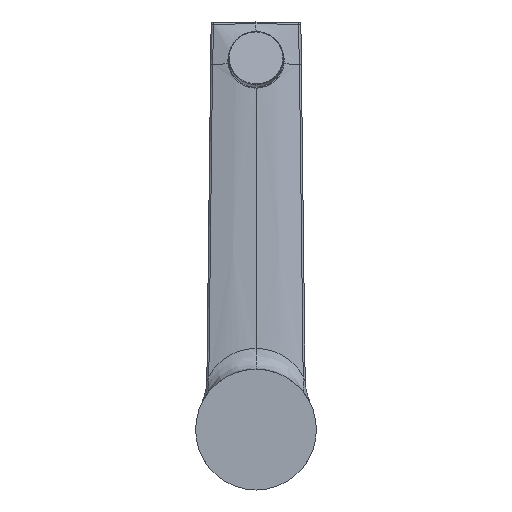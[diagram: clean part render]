
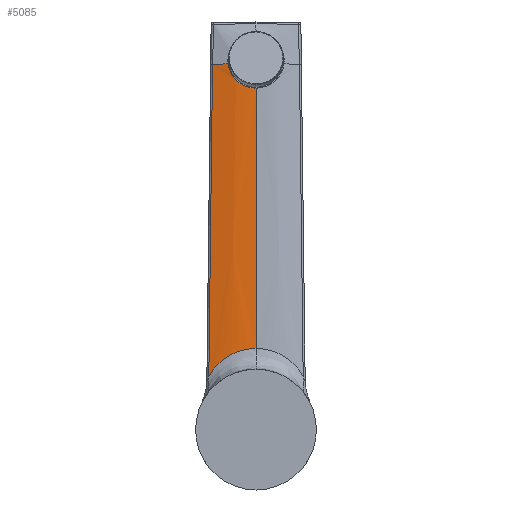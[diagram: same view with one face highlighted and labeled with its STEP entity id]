
A CAD part, front view. The second image highlights one B-rep face of the part: STEP entity #5085.
In plain terms, the highlighted free-form (B-spline) face has degree [5, 2] with [9, 3] control points.
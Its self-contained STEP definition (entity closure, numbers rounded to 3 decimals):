
#167 = CARTESIAN_POINT ( 'NONE',  ( 0., 167.207, 32.699 ) ) ;
#194 = CARTESIAN_POINT ( 'NONE',  ( -9.03, 171.502, 112.769 ) ) ;
#369 = CARTESIAN_POINT ( 'NONE',  ( 0., 167.13, 31.25 ) ) ;
#394 = CARTESIAN_POINT ( 'NONE',  ( -3.207, 172.555, 131.91 ) ) ;
#396 = CARTESIAN_POINT ( 'NONE',  ( -9.856, 167.625, 29.064 ) ) ;
#418 = CARTESIAN_POINT ( 'NONE',  ( -9.875, 173.568, 137.683 ) ) ;
#601 = B_SPLINE_CURVE_WITH_KNOTS ( 'NONE', 3,
 ( #3373, #6424, #2898, #7104, #3488, #7699 ),
 .UNSPECIFIED., .F., .F.,
 ( 4, 1, 1, 4 ),
 ( 0., 0.5, 0.75, 1. ),
 .UNSPECIFIED. ) ;
#773 = ORIENTED_EDGE ( 'NONE', *, *, #2847, .F. ) ;
#777 = CARTESIAN_POINT ( 'NONE',  ( -18.764, 169.705, 32.612 ) ) ;
#803 = CARTESIAN_POINT ( 'NONE',  ( 0., 172.207, 126.856 ) ) ;
#993 = CARTESIAN_POINT ( 'NONE',  ( -13.152, 174.336, 140.759 ) ) ;
#997 = CARTESIAN_POINT ( 'NONE',  ( -5.011, 172.712, 132.633 ) ) ;
#999 = CARTESIAN_POINT ( 'NONE',  ( -15.339, 168.403, 24.73 ) ) ;
#1020 = CARTESIAN_POINT ( 'NONE',  ( -10.525, 173.777, 139.534 ) ) ;
#1128 = B_SPLINE_CURVE_WITH_KNOTS ( 'NONE', 5,
 ( #369, #6989, #7589, #3980, #396, #4579, #999, #5191, #1604 ),
 .UNSPECIFIED., .F., .F.,
 ( 6, 3, 6 ),
 ( 0., 0.455, 1. ),
 .UNSPECIFIED. ) ;
#1390 = CARTESIAN_POINT ( 'NONE',  ( -9.432, 167.874, 45.271 ) ) ;
#1419 = CARTESIAN_POINT ( 'NONE',  ( -17.633, 174.693, 126.52 ) ) ;
#1598 = CARTESIAN_POINT ( 'NONE',  ( -15.542, 174.904, 140.669 ) ) ;
#1601 = CARTESIAN_POINT ( 'NONE',  ( -6.124, 172.849, 133.302 ) ) ;
#1604 = CARTESIAN_POINT ( 'NONE',  ( -18.162, 168.855, 20.313 ) ) ;
#1624 = CARTESIAN_POINT ( 'NONE',  ( -10.748, 173.886, 140.829 ) ) ;
#1984 = CARTESIAN_POINT ( 'NONE',  ( 0., 169.293, 71.982 ) ) ;
#2011 = CARTESIAN_POINT ( 'NONE',  ( -8.867, 172.957, 140.981 ) ) ;
#2172 = CARTESIAN_POINT ( 'NONE',  ( -11.952, 174.096, 140.797 ) ) ;
#2200 = CARTESIAN_POINT ( 'NONE',  ( -6.903, 172.961, 133.877 ) ) ;
#2270 = CARTESIAN_POINT ( 'NONE',  ( 0., 172.451, 131.459 ) ) ;
#2315 = VERTEX_POINT ( 'NONE', #4400 ) ;
#2512 = ORIENTED_EDGE ( 'NONE', *, *, #7024, .T. ) ;
#2561 = CARTESIAN_POINT ( 'NONE',  ( -9.656, 165.868, 7.498 ) ) ;
#2591 = CARTESIAN_POINT ( 'NONE',  ( -18.293, 171.786, 71.792 ) ) ;
#2668 = VERTEX_POINT ( 'NONE', #3599 ) ;
#2689 = B_SPLINE_SURFACE_WITH_KNOTS ( 'NONE', 5, 2, ( 
 ( #3725, #2561, #6756 ),
 ( #3153, #7368, #3752 ),
 ( #167, #4353, #777 ),
 ( #4960, #1390, #5581 ),
 ( #1984, #6185, #2591 ),
 ( #6788, #3179, #7391 ),
 ( #3782, #194, #4388 ),
 ( #803, #4996, #1419 ),
 ( #5609, #2011, #6213 ) ),
 .UNSPECIFIED., .F., .F., .F.,
 ( 6, 3, 6 ),
 ( 3, 3 ),
 ( 7.506, 70.513, 141.044 ),
 ( 0., 18.481 ),
 .UNSPECIFIED. ) ;
#2786 = CARTESIAN_POINT ( 'NONE',  ( 0., 172.451, 131.459 ) ) ;
#2808 = CARTESIAN_POINT ( 'NONE',  ( -7.63, 173.08, 134.523 ) ) ;
#2847 = EDGE_CURVE ( 'NONE', #4709, #4712, #2986, .T. ) ;
#2877 = CARTESIAN_POINT ( 'NONE',  ( 0., 167.13, 31.25 ) ) ;
#2898 = CARTESIAN_POINT ( 'NONE',  ( -17.566, 171.513, 70.438 ) ) ;
#2986 = LINE ( 'NONE', #3080, #7422 ) ;
#3010 = B_SPLINE_CURVE_WITH_KNOTS ( 'NONE', 5,
 ( #6982, #2172, #993, #5184, #1598, #5801 ),
 .UNSPECIFIED., .F., .F.,
 ( 6, 6 ),
 ( 11.307, 17.695 ),
 .UNSPECIFIED. ) ;
#3080 = CARTESIAN_POINT ( 'NONE',  ( 0., 169.791, 81.354 ) ) ;
#3153 = CARTESIAN_POINT ( 'NONE',  ( 0., 166.538, 20.101 ) ) ;
#3179 = CARTESIAN_POINT ( 'NONE',  ( -9.116, 170.71, 98.674 ) ) ;
#3373 = CARTESIAN_POINT ( 'NONE',  ( -18.162, 168.855, 20.313 ) ) ;
#3399 = CARTESIAN_POINT ( 'NONE',  ( -8.292, 173.203, 135.23 ) ) ;
#3433 = EDGE_CURVE ( 'NONE', #2315, #6881, #3010, .T. ) ;
#3488 = CARTESIAN_POINT ( 'NONE',  ( -16.851, 174.702, 130.589 ) ) ;
#3497 = ORIENTED_EDGE ( 'NONE', *, *, #4634, .F. ) ;
#3546 = ORIENTED_EDGE ( 'NONE', *, *, #7121, .F. ) ;
#3599 = CARTESIAN_POINT ( 'NONE',  ( -18.162, 168.855, 20.313 ) ) ;
#3704 = DIRECTION ( 'NONE',  ( 0., -0.053, -0.999 ) ) ;
#3725 = CARTESIAN_POINT ( 'NONE',  ( 0., 165.868, 7.504 ) ) ;
#3752 = CARTESIAN_POINT ( 'NONE',  ( -18.916, 169.038, 20.048 ) ) ;
#3782 = CARTESIAN_POINT ( 'NONE',  ( 0., 171.458, 112.755 ) ) ;
#3977 = CARTESIAN_POINT ( 'NONE',  ( -2.582, 172.517, 131.742 ) ) ;
#3980 = CARTESIAN_POINT ( 'NONE',  ( -5.785, 167.289, 30.564 ) ) ;
#4000 = CARTESIAN_POINT ( 'NONE',  ( -9.259, 173.41, 136.531 ) ) ;
#4012 = EDGE_LOOP ( 'NONE', ( #5467, #3546, #3497, #773, #2512 ) ) ;
#4353 = CARTESIAN_POINT ( 'NONE',  ( -9.507, 167.205, 32.678 ) ) ;
#4388 = CARTESIAN_POINT ( 'NONE',  ( -17.803, 173.946, 112.457 ) ) ;
#4400 = CARTESIAN_POINT ( 'NONE',  ( -10.748, 173.886, 140.829 ) ) ;
#4577 = CARTESIAN_POINT ( 'NONE',  ( -4.428, 172.653, 132.359 ) ) ;
#4579 = CARTESIAN_POINT ( 'NONE',  ( -13.52, 168.115, 26.463 ) ) ;
#4604 = CARTESIAN_POINT ( 'NONE',  ( -10.128, 173.642, 138.282 ) ) ;
#4634 = EDGE_CURVE ( 'NONE', #4712, #2668, #1128, .T. ) ;
#4684 = B_SPLINE_CURVE_WITH_KNOTS ( 'NONE', 3,
 ( #2786, #6986, #7587, #3977, #394, #4577, #997, #5189, #1601, #5805, #2200, #6403, #2808, #7010, #3399, #7612, #4000, #418, #4604, #1020, #5213, #1624 ),
 .UNSPECIFIED., .F., .F.,
 ( 4, 2, 2, 2, 2, 2, 2, 2, 2, 2, 4 ),
 ( 0., 0.125, 0.25, 0.375, 0.438, 0.5, 0.562, 0.625, 0.75, 0.875, 1. ),
 .UNSPECIFIED. ) ;
#4709 = VERTEX_POINT ( 'NONE', #2270 ) ;
#4712 = VERTEX_POINT ( 'NONE', #2877 ) ;
#4960 = CARTESIAN_POINT ( 'NONE',  ( 0., 167.875, 45.294 ) ) ;
#4996 = CARTESIAN_POINT ( 'NONE',  ( -8.95, 172.205, 126.889 ) ) ;
#5085 = ADVANCED_FACE ( 'NONE', ( #6836 ), #2689, .T. ) ;
#5184 = CARTESIAN_POINT ( 'NONE',  ( -14.348, 174.605, 140.717 ) ) ;
#5189 = CARTESIAN_POINT ( 'NONE',  ( -5.852, 172.813, 133.126 ) ) ;
#5191 = CARTESIAN_POINT ( 'NONE',  ( -16.923, 168.668, 22.654 ) ) ;
#5213 = CARTESIAN_POINT ( 'NONE',  ( -10.666, 173.836, 140.174 ) ) ;
#5467 = ORIENTED_EDGE ( 'NONE', *, *, #3433, .T. ) ;
#5581 = CARTESIAN_POINT ( 'NONE',  ( -18.613, 170.373, 45.174 ) ) ;
#5609 = CARTESIAN_POINT ( 'NONE',  ( 0., 172.956, 140.957 ) ) ;
#5801 = CARTESIAN_POINT ( 'NONE',  ( -16.732, 175.233, 140.617 ) ) ;
#5805 = CARTESIAN_POINT ( 'NONE',  ( -6.65, 172.922, 133.678 ) ) ;
#6185 = CARTESIAN_POINT ( 'NONE',  ( -9.274, 169.292, 71.964 ) ) ;
#6213 = CARTESIAN_POINT ( 'NONE',  ( -17.464, 175.44, 140.584 ) ) ;
#6403 = CARTESIAN_POINT ( 'NONE',  ( -7.395, 173.04, 134.301 ) ) ;
#6424 = CARTESIAN_POINT ( 'NONE',  ( -17.924, 169.918, 40.364 ) ) ;
#6756 = CARTESIAN_POINT ( 'NONE',  ( -19.067, 168.371, 7.484 ) ) ;
#6788 = CARTESIAN_POINT ( 'NONE',  ( 0., 170.71, 98.671 ) ) ;
#6813 = CARTESIAN_POINT ( 'NONE',  ( -16.732, 175.233, 140.617 ) ) ;
#6836 = FACE_OUTER_BOUND ( 'NONE', #4012, .T. ) ;
#6881 = VERTEX_POINT ( 'NONE', #6813 ) ;
#6982 = CARTESIAN_POINT ( 'NONE',  ( -10.748, 173.886, 140.829 ) ) ;
#6986 = CARTESIAN_POINT ( 'NONE',  ( -0.652, 172.452, 131.459 ) ) ;
#6989 = CARTESIAN_POINT ( 'NONE',  ( -1.938, 167.13, 31.25 ) ) ;
#7010 = CARTESIAN_POINT ( 'NONE',  ( -8.079, 173.162, 134.988 ) ) ;
#7024 = EDGE_CURVE ( 'NONE', #4709, #2315, #4684, .T. ) ;
#7104 = CARTESIAN_POINT ( 'NONE',  ( -17.088, 173.638, 110.539 ) ) ;
#7121 = EDGE_CURVE ( 'NONE', #2668, #6881, #601, .T. ) ;
#7368 = CARTESIAN_POINT ( 'NONE',  ( -9.582, 166.537, 20.087 ) ) ;
#7391 = CARTESIAN_POINT ( 'NONE',  ( -17.972, 173.2, 98.409 ) ) ;
#7422 = VECTOR ( 'NONE', #3704, 1000. ) ;
#7587 = CARTESIAN_POINT ( 'NONE',  ( -1.299, 172.465, 131.515 ) ) ;
#7589 = CARTESIAN_POINT ( 'NONE',  ( -3.875, 167.182, 31.021 ) ) ;
#7612 = CARTESIAN_POINT ( 'NONE',  ( -8.902, 173.328, 135.992 ) ) ;
#7699 = CARTESIAN_POINT ( 'NONE',  ( -16.732, 175.233, 140.617 ) ) ;
